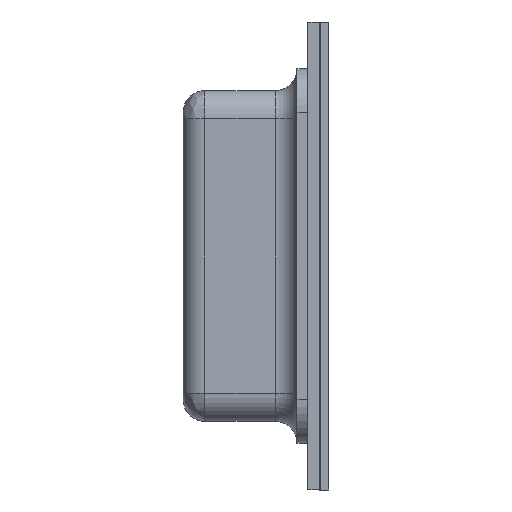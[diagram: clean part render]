
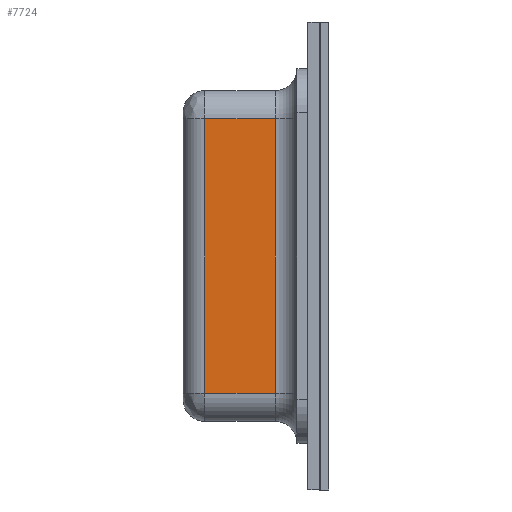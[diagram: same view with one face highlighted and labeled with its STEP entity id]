
A CAD part, left-side view. The second image highlights one B-rep face of the part: STEP entity #7724.
In plain terms, the highlighted planar face has unit normal (-1, 0, 0).
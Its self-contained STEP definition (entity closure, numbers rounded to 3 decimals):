
#1063=FACE_OUTER_BOUND('',#1531,.T.);
#1531=EDGE_LOOP('',(#6673,#6674,#6675,#6676));
#2115=LINE('',#14179,#2821);
#2127=LINE('',#14241,#2833);
#2136=LINE('',#14269,#2842);
#2137=LINE('',#14271,#2843);
#2821=VECTOR('',#9095,10.);
#2833=VECTOR('',#9159,10.);
#2842=VECTOR('',#9192,10.);
#2843=VECTOR('',#9195,10.);
#3624=VERTEX_POINT('',#14173);
#3625=VERTEX_POINT('',#14177);
#3638=VERTEX_POINT('',#14234);
#3640=VERTEX_POINT('',#14240);
#4647=EDGE_CURVE('',#3624,#3625,#2115,.T.);
#4673=EDGE_CURVE('',#3638,#3640,#2127,.T.);
#4688=EDGE_CURVE('',#3638,#3625,#2136,.T.);
#4689=EDGE_CURVE('',#3640,#3624,#2137,.T.);
#6673=ORIENTED_EDGE('',*,*,#4647,.F.);
#6674=ORIENTED_EDGE('',*,*,#4689,.F.);
#6675=ORIENTED_EDGE('',*,*,#4673,.F.);
#6676=ORIENTED_EDGE('',*,*,#4688,.T.);
#7292=PLANE('',#8099);
#7724=ADVANCED_FACE('',(#1063),#7292,.T.);
#8099=AXIS2_PLACEMENT_3D('',#14270,#9193,#9194);
#9095=DIRECTION('',(0.,0.,1.));
#9159=DIRECTION('',(0.,0.,-1.));
#9192=DIRECTION('',(0.,1.,0.));
#9193=DIRECTION('center_axis',(-1.,0.,0.));
#9194=DIRECTION('ref_axis',(0.,0.,1.));
#9195=DIRECTION('',(0.,1.,0.));
#14173=CARTESIAN_POINT('',(0.44,0.79,-2.38));
#14177=CARTESIAN_POINT('',(0.44,0.79,-0.62));
#14179=CARTESIAN_POINT('',(0.44,0.79,-1.94));
#14234=CARTESIAN_POINT('',(0.44,0.34,-0.62));
#14240=CARTESIAN_POINT('',(0.44,0.34,-2.38));
#14241=CARTESIAN_POINT('',(0.44,0.34,-1.94));
#14269=CARTESIAN_POINT('',(0.44,0.1,-0.62));
#14270=CARTESIAN_POINT('Origin',(0.44,0.1,-2.38));
#14271=CARTESIAN_POINT('',(0.44,0.1,-2.38));
